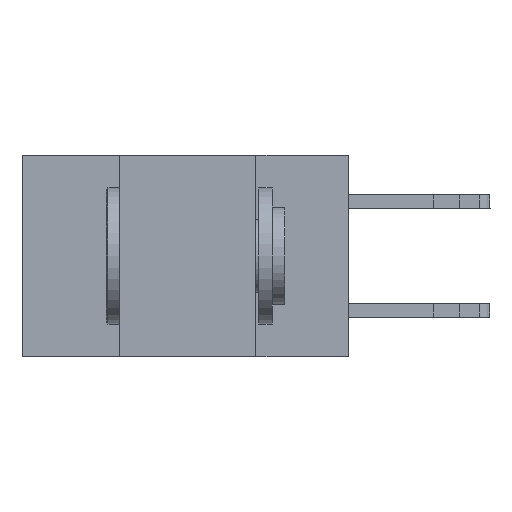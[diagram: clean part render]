
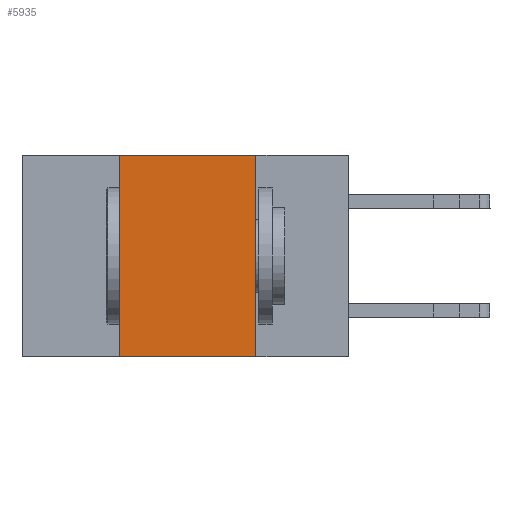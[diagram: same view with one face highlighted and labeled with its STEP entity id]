
A CAD part, left-side view. The second image highlights one B-rep face of the part: STEP entity #5935.
In plain terms, the highlighted planar face has unit normal (-1, 0, 0).
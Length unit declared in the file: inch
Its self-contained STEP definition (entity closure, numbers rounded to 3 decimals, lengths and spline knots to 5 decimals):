
#412 = VECTOR ( 'NONE', #11060, 39.37008 ) ;
#736 = EDGE_CURVE ( 'NONE', #11056, #14404, #11464, .T. ) ;
#892 = DIRECTION ( 'NONE',  ( 0., 0., 1. ) ) ;
#942 = ORIENTED_EDGE ( 'NONE', *, *, #736, .T. ) ;
#1045 = EDGE_CURVE ( 'NONE', #9940, #14404, #8713, .T. ) ;
#1141 = CARTESIAN_POINT ( 'NONE',  ( 0., 0.6, 0. ) ) ;
#2750 = ORIENTED_EDGE ( 'NONE', *, *, #1045, .F. ) ;
#3781 = CARTESIAN_POINT ( 'NONE',  ( 0., 0.42, -0.37 ) ) ;
#4084 = FACE_OUTER_BOUND ( 'NONE', #15177, .T. ) ;
#4117 = LINE ( 'NONE', #8859, #412 ) ;
#4152 = EDGE_CURVE ( 'NONE', #11056, #12042, #13144, .T. ) ;
#4874 = AXIS2_PLACEMENT_3D ( 'NONE', #1141, #9551, #7080 ) ;
#5623 = EDGE_CURVE ( 'NONE', #12042, #9940, #4117, .T. ) ;
#5935 = ADVANCED_FACE ( 'NONE', ( #4084 ), #11829, .F. ) ;
#6119 = VECTOR ( 'NONE', #9113, 39.37008 ) ;
#7080 = DIRECTION ( 'NONE',  ( 0., 0., -1. ) ) ;
#7376 = ORIENTED_EDGE ( 'NONE', *, *, #5623, .F. ) ;
#7569 = DIRECTION ( 'NONE',  ( 0., 0., -1. ) ) ;
#8100 = VECTOR ( 'NONE', #892, 39.37008 ) ;
#8713 = LINE ( 'NONE', #11287, #10189 ) ;
#8859 = CARTESIAN_POINT ( 'NONE',  ( 0., 0.6, 0. ) ) ;
#9113 = DIRECTION ( 'NONE',  ( 0., -1., 0. ) ) ;
#9551 = DIRECTION ( 'NONE',  ( 1., 0., 0. ) ) ;
#9940 = VERTEX_POINT ( 'NONE', #10202 ) ;
#10189 = VECTOR ( 'NONE', #7569, 39.37008 ) ;
#10202 = CARTESIAN_POINT ( 'NONE',  ( 0., 0.17, 0. ) ) ;
#10396 = CARTESIAN_POINT ( 'NONE',  ( 0., 0.17, -0.37 ) ) ;
#11056 = VERTEX_POINT ( 'NONE', #3781 ) ;
#11060 = DIRECTION ( 'NONE',  ( 0., -1., 0. ) ) ;
#11287 = CARTESIAN_POINT ( 'NONE',  ( 0., 0.17, -0.37 ) ) ;
#11464 = LINE ( 'NONE', #15309, #6119 ) ;
#11572 = CARTESIAN_POINT ( 'NONE',  ( 0., 0.42, -0.37 ) ) ;
#11829 = PLANE ( 'NONE',  #4874 ) ;
#12042 = VERTEX_POINT ( 'NONE', #12375 ) ;
#12375 = CARTESIAN_POINT ( 'NONE',  ( 0., 0.42, 0. ) ) ;
#13144 = LINE ( 'NONE', #11572, #8100 ) ;
#13724 = ORIENTED_EDGE ( 'NONE', *, *, #4152, .F. ) ;
#14404 = VERTEX_POINT ( 'NONE', #10396 ) ;
#15177 = EDGE_LOOP ( 'NONE', ( #2750, #7376, #13724, #942 ) ) ;
#15309 = CARTESIAN_POINT ( 'NONE',  ( 0., 0.6, -0.37 ) ) ;
